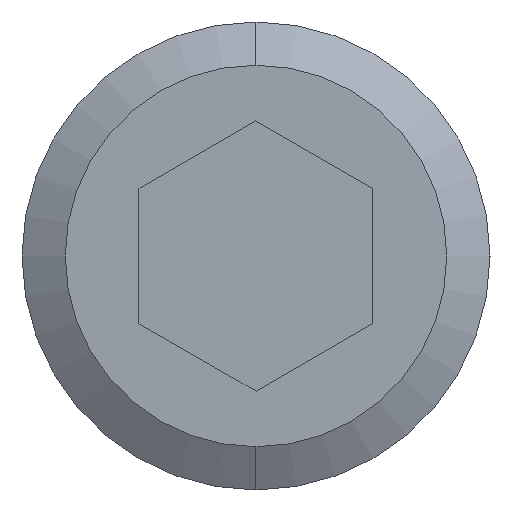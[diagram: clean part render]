
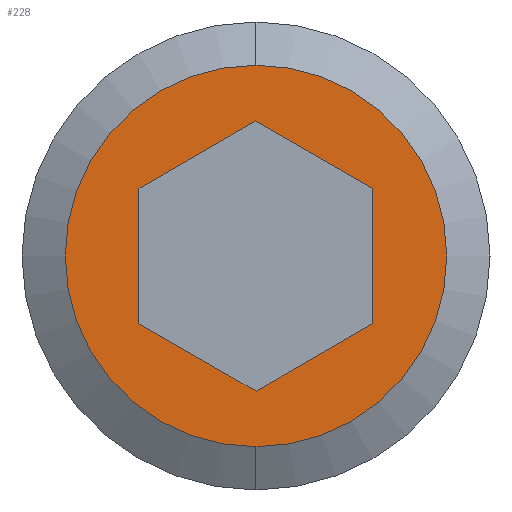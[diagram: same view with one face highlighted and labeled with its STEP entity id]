
A CAD part, left-side view. The second image highlights one B-rep face of the part: STEP entity #228.
In plain terms, the highlighted planar face has unit normal (-1, 0, 0).
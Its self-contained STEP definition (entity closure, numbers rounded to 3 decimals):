
#3 = VERTEX_POINT ( 'NONE', #18 ) ;
#8 = VERTEX_POINT ( 'NONE', #119 ) ;
#9 = DIRECTION ( 'NONE',  ( 0., 0.866, -0.5 ) ) ;
#10 = CARTESIAN_POINT ( 'NONE',  ( 0., 0., -2.445 ) ) ;
#15 = CARTESIAN_POINT ( 'NONE',  ( 0., 1.5, -0.866 ) ) ;
#17 = AXIS2_PLACEMENT_3D ( 'NONE', #413, #258, #377 ) ;
#18 = CARTESIAN_POINT ( 'NONE',  ( 0., 0., -1.732 ) ) ;
#19 = EDGE_CURVE ( 'NONE', #434, #230, #131, .T. ) ;
#34 = CARTESIAN_POINT ( 'NONE',  ( 0., -1.5, 0.866 ) ) ;
#38 = DIRECTION ( 'NONE',  ( 0., 0., 1. ) ) ;
#49 = ORIENTED_EDGE ( 'NONE', *, *, #149, .F. ) ;
#65 = ORIENTED_EDGE ( 'NONE', *, *, #280, .T. ) ;
#83 = CIRCLE ( 'NONE', #190, 2.446 ) ;
#86 = FACE_BOUND ( 'NONE', #243, .T. ) ;
#91 = ORIENTED_EDGE ( 'NONE', *, *, #102, .T. ) ;
#95 = VECTOR ( 'NONE', #203, 1000. ) ;
#101 = LINE ( 'NONE', #34, #398 ) ;
#102 = EDGE_CURVE ( 'NONE', #195, #454, #83, .T. ) ;
#106 = VECTOR ( 'NONE', #114, 1000. ) ;
#114 = DIRECTION ( 'NONE',  ( 0., 0., -1. ) ) ;
#117 = EDGE_CURVE ( 'NONE', #197, #3, #157, .T. ) ;
#119 = CARTESIAN_POINT ( 'NONE',  ( 0., -1.5, -0.866 ) ) ;
#122 = DIRECTION ( 'NONE',  ( -1., 0., 0. ) ) ;
#129 = EDGE_CURVE ( 'NONE', #321, #230, #101, .T. ) ;
#131 = LINE ( 'NONE', #444, #95 ) ;
#149 = EDGE_CURVE ( 'NONE', #434, #197, #281, .T. ) ;
#157 = LINE ( 'NONE', #481, #442 ) ;
#175 = VECTOR ( 'NONE', #443, 1000. ) ;
#190 = AXIS2_PLACEMENT_3D ( 'NONE', #271, #525, #38 ) ;
#195 = VERTEX_POINT ( 'NONE', #368 ) ;
#197 = VERTEX_POINT ( 'NONE', #15 ) ;
#203 = DIRECTION ( 'NONE',  ( 0., -0.866, 0.5 ) ) ;
#228 = ADVANCED_FACE ( 'NONE', ( #410, #86 ), #283, .T. ) ;
#229 = EDGE_CURVE ( 'NONE', #321, #8, #468, .T. ) ;
#230 = VERTEX_POINT ( 'NONE', #514 ) ;
#243 = EDGE_LOOP ( 'NONE', ( #49, #290, #313, #347, #65, #297 ) ) ;
#244 = EDGE_LOOP ( 'NONE', ( #335, #91 ) ) ;
#258 = DIRECTION ( 'NONE',  ( -1., 0., 0. ) ) ;
#262 = AXIS2_PLACEMENT_3D ( 'NONE', #437, #122, #359 ) ;
#266 = CARTESIAN_POINT ( 'NONE',  ( 0., 1.5, 0.866 ) ) ;
#268 = VECTOR ( 'NONE', #9, 1000. ) ;
#271 = CARTESIAN_POINT ( 'NONE',  ( 0., 0., 0. ) ) ;
#280 = EDGE_CURVE ( 'NONE', #8, #3, #373, .T. ) ;
#281 = LINE ( 'NONE', #441, #106 ) ;
#283 = PLANE ( 'NONE',  #17 ) ;
#289 = CARTESIAN_POINT ( 'NONE',  ( 0., -1.5, 0.866 ) ) ;
#290 = ORIENTED_EDGE ( 'NONE', *, *, #19, .T. ) ;
#297 = ORIENTED_EDGE ( 'NONE', *, *, #117, .F. ) ;
#313 = ORIENTED_EDGE ( 'NONE', *, *, #129, .F. ) ;
#314 = DIRECTION ( 'NONE',  ( 0., -0.866, -0.5 ) ) ;
#321 = VERTEX_POINT ( 'NONE', #289 ) ;
#335 = ORIENTED_EDGE ( 'NONE', *, *, #522, .T. ) ;
#346 = DIRECTION ( 'NONE',  ( 0., 0.866, 0.5 ) ) ;
#347 = ORIENTED_EDGE ( 'NONE', *, *, #229, .T. ) ;
#359 = DIRECTION ( 'NONE',  ( 0., 0., 1. ) ) ;
#368 = CARTESIAN_POINT ( 'NONE',  ( 0., 0., 2.445 ) ) ;
#373 = LINE ( 'NONE', #478, #268 ) ;
#377 = DIRECTION ( 'NONE',  ( 0., 0., 1. ) ) ;
#388 = CARTESIAN_POINT ( 'NONE',  ( 0., -1.5, 0.866 ) ) ;
#398 = VECTOR ( 'NONE', #346, 1000. ) ;
#410 = FACE_OUTER_BOUND ( 'NONE', #244, .T. ) ;
#413 = CARTESIAN_POINT ( 'NONE',  ( 0., 0., 0. ) ) ;
#434 = VERTEX_POINT ( 'NONE', #266 ) ;
#437 = CARTESIAN_POINT ( 'NONE',  ( 0., 0., 0. ) ) ;
#441 = CARTESIAN_POINT ( 'NONE',  ( 0., 1.5, 0.866 ) ) ;
#442 = VECTOR ( 'NONE', #314, 1000. ) ;
#443 = DIRECTION ( 'NONE',  ( 0., 0., -1. ) ) ;
#444 = CARTESIAN_POINT ( 'NONE',  ( 0., 1.5, 0.866 ) ) ;
#454 = VERTEX_POINT ( 'NONE', #10 ) ;
#468 = LINE ( 'NONE', #388, #175 ) ;
#478 = CARTESIAN_POINT ( 'NONE',  ( 0., -1.5, -0.866 ) ) ;
#480 = CIRCLE ( 'NONE', #262, 2.446 ) ;
#481 = CARTESIAN_POINT ( 'NONE',  ( 0., 1.5, -0.866 ) ) ;
#514 = CARTESIAN_POINT ( 'NONE',  ( 0., 0., 1.732 ) ) ;
#522 = EDGE_CURVE ( 'NONE', #454, #195, #480, .T. ) ;
#525 = DIRECTION ( 'NONE',  ( -1., 0., 0. ) ) ;
